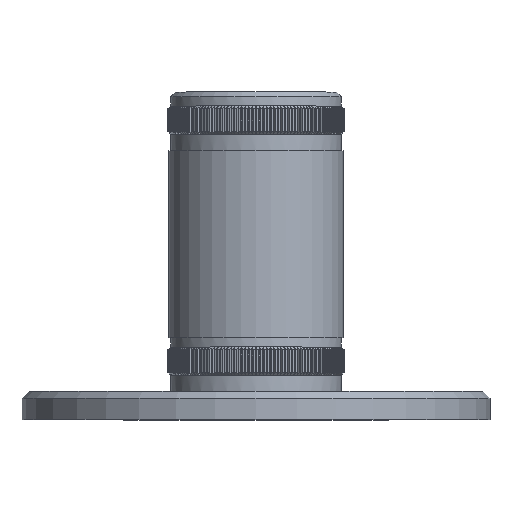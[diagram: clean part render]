
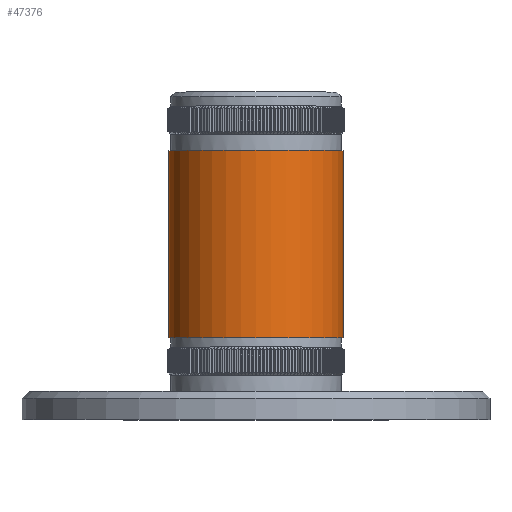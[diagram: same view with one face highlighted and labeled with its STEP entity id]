
A CAD part, top view. The second image highlights one B-rep face of the part: STEP entity #47376.
In plain terms, the highlighted cylindrical face has radius 18.65 mm (diameter 37.3 mm), a full revolution.
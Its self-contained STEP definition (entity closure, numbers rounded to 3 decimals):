
#7819 = EDGE_CURVE ( 'NONE', #67304, #67304, #37708, .T. ) ;
#8764 = EDGE_CURVE ( 'NONE', #11518, #11518, #49026, .T. ) ;
#11518 = VERTEX_POINT ( 'NONE', #77731 ) ;
#15695 = FACE_OUTER_BOUND ( 'NONE', #84349, .T. ) ;
#20745 = DIRECTION ( 'NONE',  ( 0., 1., 0. ) ) ;
#22237 = DIRECTION ( 'NONE',  ( 0., 0., 1. ) ) ;
#24742 = DIRECTION ( 'NONE',  ( 0., 0., -1. ) ) ;
#26862 = CYLINDRICAL_SURFACE ( 'NONE', #26950, 18.65 ) ;
#26950 = AXIS2_PLACEMENT_3D ( 'NONE', #52473, #31023, #24742 ) ;
#31023 = DIRECTION ( 'NONE',  ( 0., -1., 0. ) ) ;
#35088 = CARTESIAN_POINT ( 'NONE',  ( 0., 55.5, 0. ) ) ;
#36862 = FACE_OUTER_BOUND ( 'NONE', #40174, .T. ) ;
#37708 = CIRCLE ( 'NONE', #69060, 18.65 ) ;
#40174 = EDGE_LOOP ( 'NONE', ( #72630 ) ) ;
#47376 = ADVANCED_FACE ( 'NONE', ( #15695, #36862 ), #26862, .T. ) ;
#47928 = ORIENTED_EDGE ( 'NONE', *, *, #8764, .F. ) ;
#49026 = CIRCLE ( 'NONE', #62655, 18.65 ) ;
#50563 = DIRECTION ( 'NONE',  ( 0., 1., 0. ) ) ;
#52473 = CARTESIAN_POINT ( 'NONE',  ( 0., 55.5, 0. ) ) ;
#56836 = CARTESIAN_POINT ( 'NONE',  ( 0., 15.5, 18.65 ) ) ;
#58678 = CARTESIAN_POINT ( 'NONE',  ( 0., 15.5, 0. ) ) ;
#62655 = AXIS2_PLACEMENT_3D ( 'NONE', #35088, #20745, #78730 ) ;
#67304 = VERTEX_POINT ( 'NONE', #56836 ) ;
#69060 = AXIS2_PLACEMENT_3D ( 'NONE', #58678, #50563, #22237 ) ;
#72630 = ORIENTED_EDGE ( 'NONE', *, *, #7819, .T. ) ;
#77731 = CARTESIAN_POINT ( 'NONE',  ( 0., 55.5, 18.65 ) ) ;
#78730 = DIRECTION ( 'NONE',  ( 0., 0., 1. ) ) ;
#84349 = EDGE_LOOP ( 'NONE', ( #47928 ) ) ;
